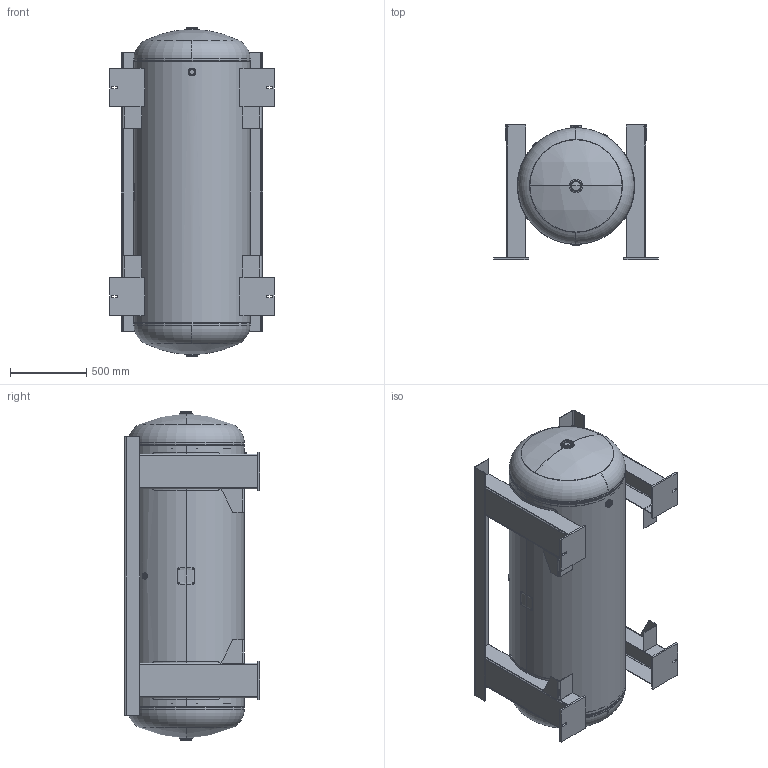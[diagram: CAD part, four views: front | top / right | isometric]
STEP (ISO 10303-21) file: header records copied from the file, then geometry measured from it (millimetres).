
FILE_DESCRIPTION (( 'STEP AP214' ), '1' );
FILE_NAME ('302652.STEP', '2023-09-27T16:54:32', ( '' ), ( '' ), 'SwSTEP 2.0', 'SolidWorks 2022', '' );
FILE_SCHEMA (( 'AUTOMOTIVE_DESIGN' ));
Length unit declared in the file: inch
Products named in the file (1): 302652
Bounding box: 1079.5 x 888.34 x 2162.52 mm (x, y, z)
Volume: 46887486.3 mm3; surface area: 17690270.9 mm2
Topology: 30 solids, 30 shells, 592 faces, 1308 edges, 792 vertices
Faces by surface type: plane 254, cylinder 170, torus 116, bspline 40, sphere 8, cone 4
Entity records: 33153 total; most frequent: CARTESIAN_POINT 11919, DIRECTION 2834, ORIENTED_EDGE 2616, EDGE_CURVE 1308, AXIS2_PLACEMENT_3D 1121, VERTEX_POINT 792, EDGE_LOOP 652, DIMENSIONAL_EXPONENTS 624
